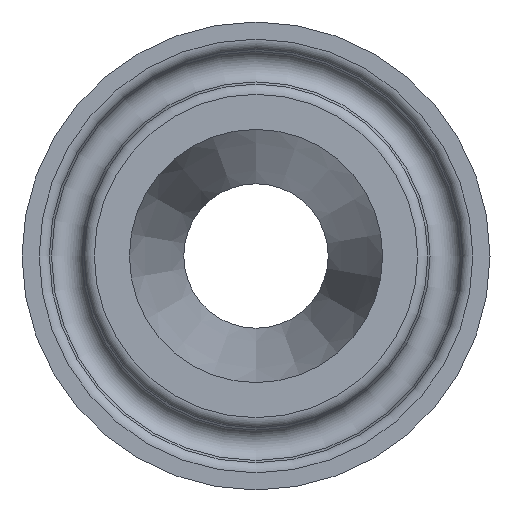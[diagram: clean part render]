
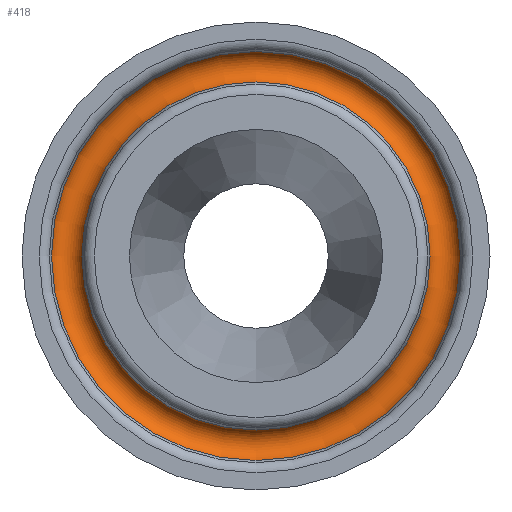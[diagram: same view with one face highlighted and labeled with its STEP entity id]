
A CAD part, left-side view. The second image highlights one B-rep face of the part: STEP entity #418.
In plain terms, the highlighted toroidal (fillet/blend) face has major radius 13.75 mm and minor radius 1.2 mm.
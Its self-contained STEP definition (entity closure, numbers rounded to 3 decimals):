
#85=FACE_OUTER_BOUND('',#115,.T.);
#115=EDGE_LOOP('',(#358,#359,#360,#361,#362,#363));
#146=CIRCLE('',#482,14.855);
#147=CIRCLE('',#483,14.855);
#153=CIRCLE('',#492,12.645);
#154=CIRCLE('',#493,12.645);
#163=CIRCLE('',#507,1.2);
#188=VERTEX_POINT('',#743);
#189=VERTEX_POINT('',#745);
#194=VERTEX_POINT('',#760);
#195=VERTEX_POINT('',#762);
#238=EDGE_CURVE('',#188,#189,#146,.T.);
#239=EDGE_CURVE('',#189,#188,#147,.T.);
#246=EDGE_CURVE('',#195,#194,#153,.T.);
#247=EDGE_CURVE('',#194,#195,#154,.T.);
#258=EDGE_CURVE('',#189,#195,#163,.T.);
#358=ORIENTED_EDGE('',*,*,#238,.F.);
#359=ORIENTED_EDGE('',*,*,#239,.F.);
#360=ORIENTED_EDGE('',*,*,#258,.T.);
#361=ORIENTED_EDGE('',*,*,#246,.T.);
#362=ORIENTED_EDGE('',*,*,#247,.T.);
#363=ORIENTED_EDGE('',*,*,#258,.F.);
#397=TOROIDAL_SURFACE('',#506,13.75,1.2);
#418=ADVANCED_FACE('',(#85),#397,.F.);
#482=AXIS2_PLACEMENT_3D('',#746,#601,#602);
#483=AXIS2_PLACEMENT_3D('',#747,#603,#604);
#492=AXIS2_PLACEMENT_3D('',#763,#622,#623);
#493=AXIS2_PLACEMENT_3D('',#764,#624,#625);
#506=AXIS2_PLACEMENT_3D('',#786,#652,#653);
#507=AXIS2_PLACEMENT_3D('',#787,#654,#655);
#601=DIRECTION('center_axis',(1.,0.,0.));
#602=DIRECTION('ref_axis',(0.,0.,-1.));
#603=DIRECTION('center_axis',(1.,0.,0.));
#604=DIRECTION('ref_axis',(0.,0.,-1.));
#622=DIRECTION('center_axis',(1.,0.,0.));
#623=DIRECTION('ref_axis',(0.,0.,-1.));
#624=DIRECTION('center_axis',(1.,0.,0.));
#625=DIRECTION('ref_axis',(0.,0.,-1.));
#652=DIRECTION('center_axis',(1.,0.,0.));
#653=DIRECTION('ref_axis',(0.,0.,-1.));
#654=DIRECTION('center_axis',(0.,1.,0.));
#655=DIRECTION('ref_axis',(0.,0.,1.));
#743=CARTESIAN_POINT('',(-16.131,-14.855,0.));
#745=CARTESIAN_POINT('',(-16.131,0.,14.855));
#746=CARTESIAN_POINT('Origin',(-16.131,0.,0.));
#747=CARTESIAN_POINT('Origin',(-16.131,0.,0.));
#760=CARTESIAN_POINT('',(-16.131,-12.645,0.));
#762=CARTESIAN_POINT('',(-16.131,0.,12.645));
#763=CARTESIAN_POINT('Origin',(-16.131,0.,0.));
#764=CARTESIAN_POINT('Origin',(-16.131,0.,0.));
#786=CARTESIAN_POINT('Origin',(-16.6,0.,0.));
#787=CARTESIAN_POINT('Origin',(-16.6,0.,13.75));
